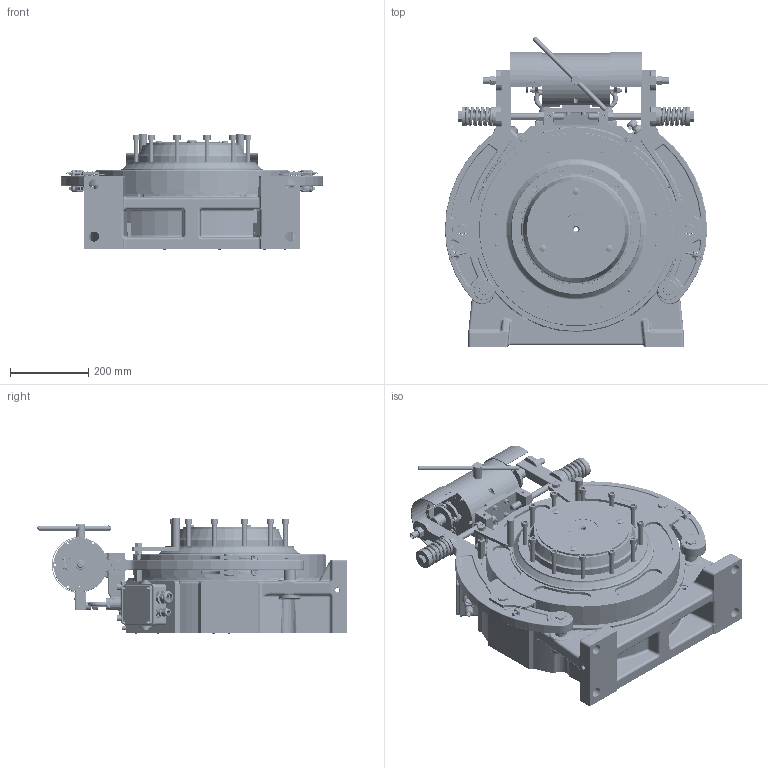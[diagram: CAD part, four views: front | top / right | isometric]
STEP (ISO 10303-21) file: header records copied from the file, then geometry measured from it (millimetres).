
FILE_DESCRIPTION (( 'STEP AP203' ), '1' );
FILE_NAME ('ll04_340.STEP', '2022-11-03T07:47:25', ( '' ), ( '' ), '', '', '' );
FILE_SCHEMA (( 'CONFIG_CONTROL_DESIGN' ));
Length unit declared in the file: millimetre
Products named in the file (1): ll04_340
Bounding box: 669.8 x 790.6 x 296.1 mm (x, y, z)
Surface area: 2477131.6 mm2 (no closed solid volume)
Topology: 0 solids, 331 shells, 3112 faces, 9374 edges, 6421 vertices
Faces by surface type: cylinder 1089, plane 1012, torus 373, cone 317, bspline 239, sphere 82
Entity records: 142661 total; most frequent: CARTESIAN_POINT 60099, DIRECTION 18108, ORIENTED_EDGE 15103, EDGE_CURVE 9334, AXIS2_PLACEMENT_3D 7369, VERTEX_POINT 6421, CIRCLE 4495, EDGE_LOOP 3641
